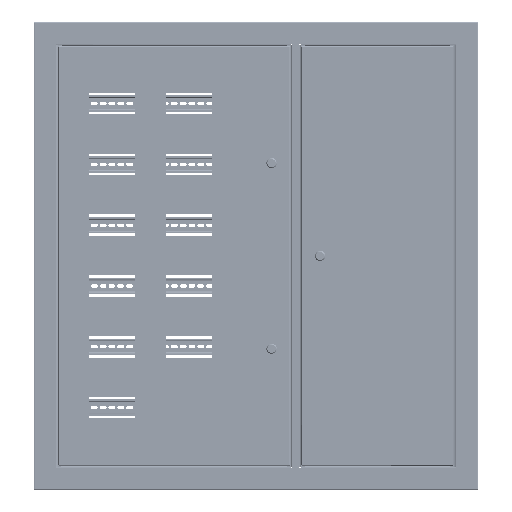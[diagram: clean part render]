
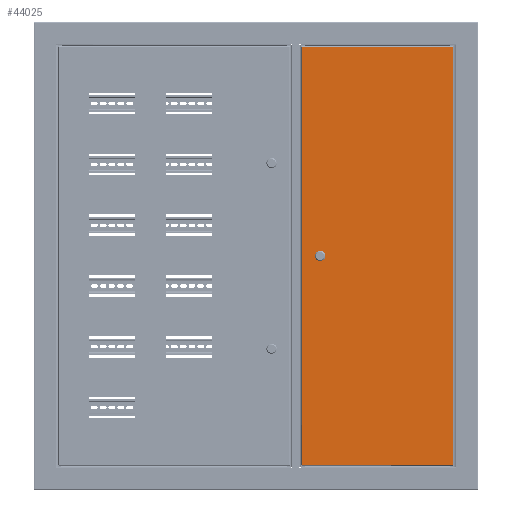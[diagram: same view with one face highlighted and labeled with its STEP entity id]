
A CAD part, top view. The second image highlights one B-rep face of the part: STEP entity #44025.
In plain terms, the highlighted planar face has unit normal (0, 0, 1).
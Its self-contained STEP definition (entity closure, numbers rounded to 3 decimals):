
#162 = FACE_OUTER_BOUND ( 'NONE', #53182, .T. ) ;
#578 = AXIS2_PLACEMENT_3D ( 'NONE', #76718, #68665, #19240 ) ;
#633 = FACE_BOUND ( 'NONE', #16515, .T. ) ;
#3418 = DIRECTION ( 'NONE',  ( 0., -1., 0. ) ) ;
#3987 = VERTEX_POINT ( 'NONE', #90713 ) ;
#4978 = ORIENTED_EDGE ( 'NONE', *, *, #59433, .T. ) ;
#5962 = VERTEX_POINT ( 'NONE', #59999 ) ;
#6126 = EDGE_CURVE ( 'NONE', #70645, #3987, #77507, .T. ) ;
#6401 = DIRECTION ( 'NONE',  ( -1., 0., 0. ) ) ;
#6982 = VECTOR ( 'NONE', #34752, 1000. ) ;
#10698 = CIRCLE ( 'NONE', #36504, 9.25 ) ;
#11946 = ORIENTED_EDGE ( 'NONE', *, *, #24598, .T. ) ;
#12968 = VERTEX_POINT ( 'NONE', #13771 ) ;
#13771 = CARTESIAN_POINT ( 'NONE',  ( 444.551, 31.5, 0. ) ) ;
#13885 = EDGE_CURVE ( 'NONE', #27347, #15972, #21111, .T. ) ;
#14797 = ORIENTED_EDGE ( 'NONE', *, *, #81202, .T. ) ;
#15478 = VECTOR ( 'NONE', #93053, 1000. ) ;
#15972 = VERTEX_POINT ( 'NONE', #26510 ) ;
#16515 = EDGE_LOOP ( 'NONE', ( #29551, #47123, #78325, #52899, #86950 ) ) ;
#17039 = DIRECTION ( 'NONE',  ( 1., 0., 0. ) ) ;
#19240 = DIRECTION ( 'NONE',  ( 1., 0., 0. ) ) ;
#21111 = LINE ( 'NONE', #27327, #72923 ) ;
#21898 = AXIS2_PLACEMENT_3D ( 'NONE', #56626, #28558, #57542 ) ;
#22105 = DIRECTION ( 'NONE',  ( 0., 1., 0. ) ) ;
#24598 = EDGE_CURVE ( 'NONE', #15972, #25215, #39516, .T. ) ;
#25215 = VERTEX_POINT ( 'NONE', #56001 ) ;
#25276 = EDGE_CURVE ( 'NONE', #12968, #5962, #64982, .T. ) ;
#26510 = CARTESIAN_POINT ( 'NONE',  ( 1.7, 324., 0. ) ) ;
#27327 = CARTESIAN_POINT ( 'NONE',  ( 894.993, 324., 0. ) ) ;
#27347 = VERTEX_POINT ( 'NONE', #72012 ) ;
#28428 = EDGE_CURVE ( 'NONE', #54403, #70645, #90957, .T. ) ;
#28558 = DIRECTION ( 'NONE',  ( 0., 0., 1. ) ) ;
#29239 = CARTESIAN_POINT ( 'NONE',  ( 894.7, 0., 0. ) ) ;
#29551 = ORIENTED_EDGE ( 'NONE', *, *, #6126, .F. ) ;
#30073 = PLANE ( 'NONE',  #52375 ) ;
#31767 = DIRECTION ( 'NONE',  ( 0., 0., 1. ) ) ;
#32278 = CARTESIAN_POINT ( 'NONE',  ( 1.7, 1.7, 0. ) ) ;
#33347 = CARTESIAN_POINT ( 'NONE',  ( 451.849, 48.5, 0. ) ) ;
#34752 = DIRECTION ( 'NONE',  ( -1., 0., 0. ) ) ;
#36504 = AXIS2_PLACEMENT_3D ( 'NONE', #73573, #31767, #17039 ) ;
#38368 = VECTOR ( 'NONE', #22105, 1000. ) ;
#39516 = LINE ( 'NONE', #68492, #88249 ) ;
#43511 = LINE ( 'NONE', #29239, #38368 ) ;
#44025 = ADVANCED_FACE ( 'NONE', ( #633, #162 ), #30073, .F. ) ;
#44842 = CARTESIAN_POINT ( 'NONE',  ( 894.7, 1.7, 0. ) ) ;
#47123 = ORIENTED_EDGE ( 'NONE', *, *, #28428, .F. ) ;
#49549 = VECTOR ( 'NONE', #59366, 1000. ) ;
#49810 = CARTESIAN_POINT ( 'NONE',  ( 451.849, 31.5, 0. ) ) ;
#51920 = DIRECTION ( 'NONE',  ( 0., 0., -1. ) ) ;
#52124 = CIRCLE ( 'NONE', #578, 9.25 ) ;
#52375 = AXIS2_PLACEMENT_3D ( 'NONE', #88034, #51920, #80926 ) ;
#52899 = ORIENTED_EDGE ( 'NONE', *, *, #25276, .F. ) ;
#53182 = EDGE_LOOP ( 'NONE', ( #14797, #4978, #79334, #11946 ) ) ;
#54403 = VERTEX_POINT ( 'NONE', #67673 ) ;
#55998 = VERTEX_POINT ( 'NONE', #44842 ) ;
#56001 = CARTESIAN_POINT ( 'NONE',  ( 1.7, 1.7, 0. ) ) ;
#56626 = CARTESIAN_POINT ( 'NONE',  ( 448.2, 40., 0. ) ) ;
#57542 = DIRECTION ( 'NONE',  ( 1., 0., 0. ) ) ;
#59366 = DIRECTION ( 'NONE',  ( 1., 0., 0. ) ) ;
#59433 = EDGE_CURVE ( 'NONE', #55998, #27347, #43511, .T. ) ;
#59999 = CARTESIAN_POINT ( 'NONE',  ( 451.849, 31.5, 0. ) ) ;
#62216 = EDGE_CURVE ( 'NONE', #3987, #12968, #52124, .T. ) ;
#64982 = LINE ( 'NONE', #49810, #15478 ) ;
#66472 = LINE ( 'NONE', #32278, #49549 ) ;
#67673 = CARTESIAN_POINT ( 'NONE',  ( 457.45, 40., 0. ) ) ;
#68492 = CARTESIAN_POINT ( 'NONE',  ( 1.7, 324.293, 0. ) ) ;
#68665 = DIRECTION ( 'NONE',  ( 0., 0., 1. ) ) ;
#70645 = VERTEX_POINT ( 'NONE', #85625 ) ;
#72012 = CARTESIAN_POINT ( 'NONE',  ( 894.7, 324., 0. ) ) ;
#72923 = VECTOR ( 'NONE', #6401, 1000. ) ;
#73573 = CARTESIAN_POINT ( 'NONE',  ( 448.2, 40., 0. ) ) ;
#76718 = CARTESIAN_POINT ( 'NONE',  ( 448.2, 40., 0. ) ) ;
#77507 = LINE ( 'NONE', #33347, #6982 ) ;
#78325 = ORIENTED_EDGE ( 'NONE', *, *, #85076, .F. ) ;
#79334 = ORIENTED_EDGE ( 'NONE', *, *, #13885, .T. ) ;
#80926 = DIRECTION ( 'NONE',  ( -1., 0., 0. ) ) ;
#81202 = EDGE_CURVE ( 'NONE', #25215, #55998, #66472, .T. ) ;
#85076 = EDGE_CURVE ( 'NONE', #5962, #54403, #10698, .T. ) ;
#85625 = CARTESIAN_POINT ( 'NONE',  ( 451.849, 48.5, 0. ) ) ;
#86950 = ORIENTED_EDGE ( 'NONE', *, *, #62216, .F. ) ;
#88034 = CARTESIAN_POINT ( 'NONE',  ( 0., 325.7, 0. ) ) ;
#88249 = VECTOR ( 'NONE', #3418, 1000. ) ;
#90713 = CARTESIAN_POINT ( 'NONE',  ( 444.551, 48.5, 0. ) ) ;
#90957 = CIRCLE ( 'NONE', #21898, 9.25 ) ;
#93053 = DIRECTION ( 'NONE',  ( 1., 0., 0. ) ) ;
